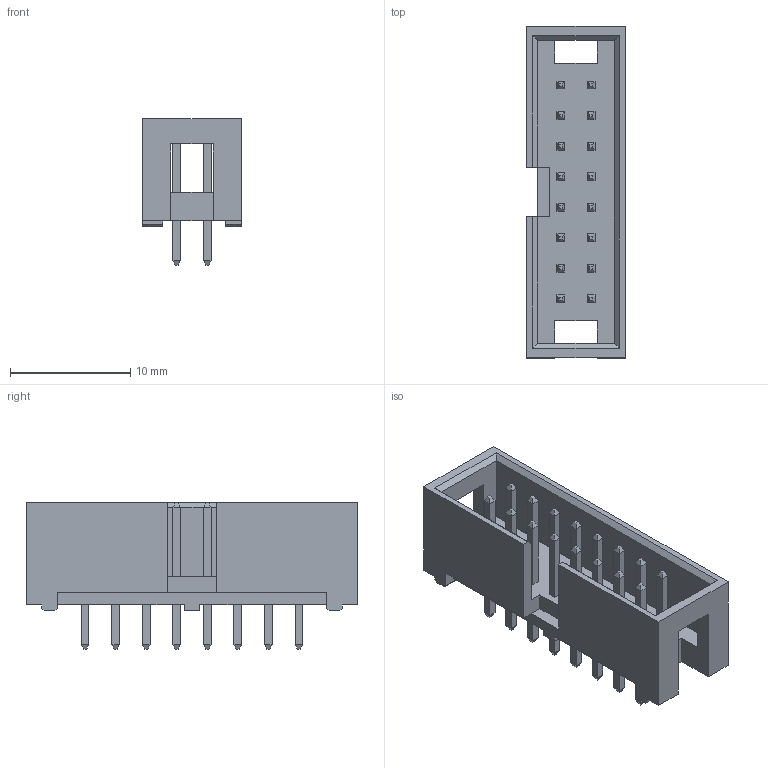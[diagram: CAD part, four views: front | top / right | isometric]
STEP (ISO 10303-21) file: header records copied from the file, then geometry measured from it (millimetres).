
FILE_DESCRIPTION(('FreeCAD Model'),'2;1');
FILE_NAME('Open CASCADE Shape Model','2024-12-18T10:57:23',(''),(''), 'Open CASCADE STEP processor 7.6','FreeCAD','Unknown');
FILE_SCHEMA(('AUTOMOTIVE_DESIGN { 1 0 10303 214 1 1 1 1 }'));
Length unit declared in the file: millimetre
Products named in the file (3): XG4C_xx31_1; Pins; Cut
Assembly tree (2 placements, depth 2):
  XG4C_xx31_1
    Pins
    Cut
Bounding box: 8.2 x 27.6 x 12.2 mm (x, y, z)
Volume: 861.4 mm3; surface area: 1948.7 mm2
Topology: 17 solids, 17 shells, 353 faces, 835 edges, 512 vertices
Faces by surface type: plane 353
Entity records: 10001 total; most frequent: CARTESIAN_POINT 1703, ORIENTED_EDGE 1670, DIRECTION 1547, EDGE_CURVE 835, LINE 835, VECTOR 835, VERTEX_POINT 512, FACE_BOUND 385
